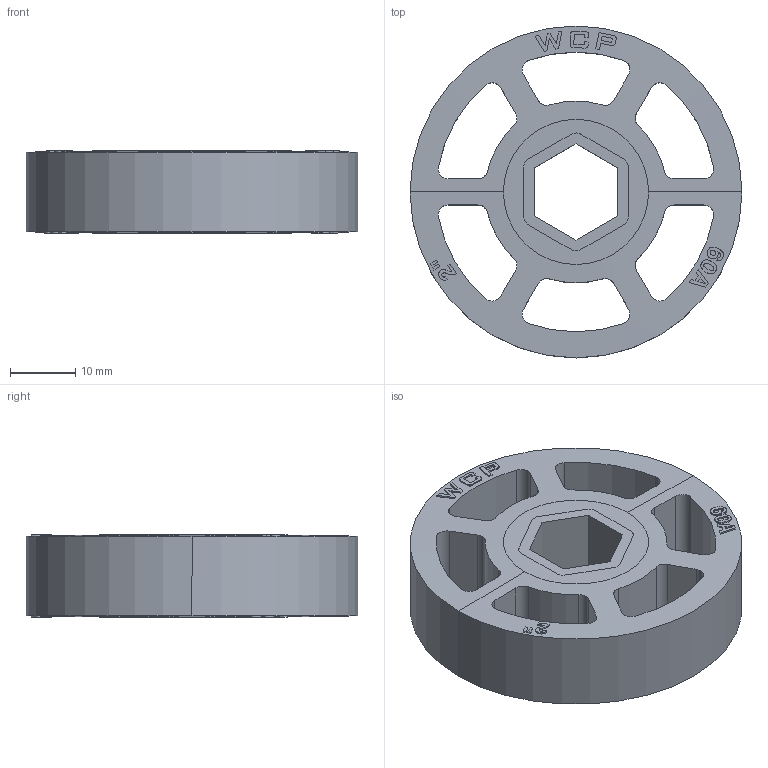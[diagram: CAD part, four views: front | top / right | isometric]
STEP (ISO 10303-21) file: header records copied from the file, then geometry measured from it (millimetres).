
FILE_DESCRIPTION (( 'STEP AP214' ), '1' );
FILE_NAME ('WCP-1292 Rev1.step', '2025-04-09T23:22:34', ( '' ), ( '' ), 'SwSTEP 2.0', 'SolidWorks 2022', '' );
FILE_SCHEMA (( 'AUTOMOTIVE_DESIGN' ));
Length unit declared in the file: inch
Products named in the file (3): 2.000in x 0.500in Straight Flex Wheel (0.500in Hex) Overmold Rev1_60A; WCP-1287-001 Rev1; WCP-1292 Rev1
Assembly tree (2 placements, depth 2):
  WCP-1292 Rev1
    WCP-1287-001 Rev1
    2.000in x 0.500in Straight Flex Wheel (0.500in Hex) Overmold Rev1_60A
Bounding box: 50.8 x 50.8 x 12.7 mm (x, y, z)
Volume: 15540.3 mm3; surface area: 11738.4 mm2
Topology: 2 solids, 2 shells, 1090 faces, 2718 edges, 1614 vertices
Faces by surface type: bspline 370, cylinder 316, plane 312, torus 64, cone 28
Entity records: 43022 total; most frequent: CARTESIAN_POINT 20471, ORIENTED_EDGE 5436, DIRECTION 3702, EDGE_CURVE 2718, VERTEX_POINT 1614, AXIS2_PLACEMENT_3D 1341, EDGE_LOOP 1136, ADVANCED_FACE 1090
